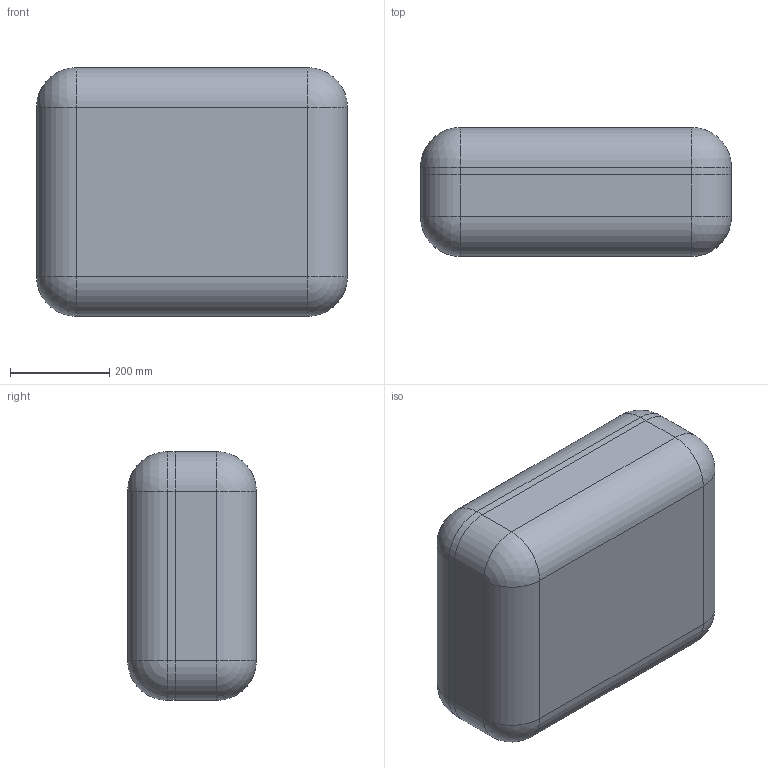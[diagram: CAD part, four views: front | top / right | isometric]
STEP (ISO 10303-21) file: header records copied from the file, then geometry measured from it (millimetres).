
FILE_DESCRIPTION (( 'STEP AP214' ), '1' );
FILE_NAME ('04-K.01.0.008(óïð.).STEP', '2025-06-18T08:54:39', ( '' ), ( '' ), 'SwSTEP 2.0', 'SolidWorks 2021', '' );
FILE_SCHEMA (( 'AUTOMOTIVE_DESIGN' ));
Length unit declared in the file: millimetre
Products named in the file (3): Êîðïóñ K-60(óïð.)-1; 04-K.01.0.008(óïð.); Êðûøêà K-60-1
Assembly tree (2 placements, depth 2):
  04-K.01.0.008(óïð.)
    Êîðïóñ K-60(óïð.)-1
    Êðûøêà K-60-1
Bounding box: 625 x 258.92 x 500 mm (x, y, z)
Volume: 39320736.2 mm3; surface area: 1945843.1 mm2
Topology: 2 solids, 2 shells, 1085 faces, 2791 edges, 1742 vertices
Faces by surface type: bspline 437, plane 398, cylinder 210, torus 24, sphere 16
Entity records: 50423 total; most frequent: CARTESIAN_POINT 27653, ORIENTED_EDGE 5558, DIRECTION 3269, EDGE_CURVE 2779, VERTEX_POINT 1742, VECTOR 1325, LINE 1325, EDGE_LOOP 1149
